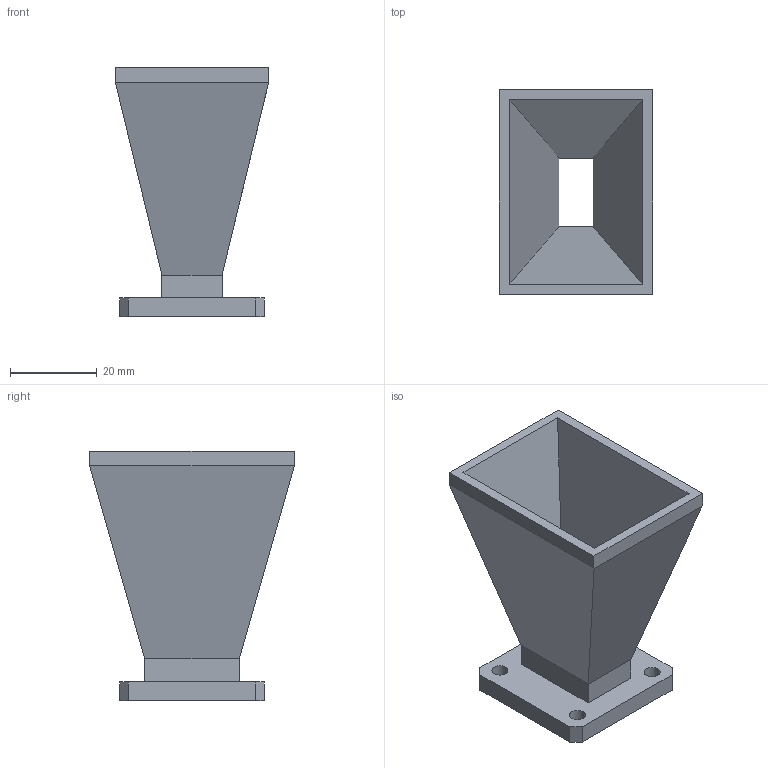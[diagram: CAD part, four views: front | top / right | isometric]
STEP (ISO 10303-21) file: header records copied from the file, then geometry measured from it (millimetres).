
FILE_DESCRIPTION (( 'STEP AP214' ), '1' );
FILE_NAME ('FMWAN062-15.step', '2021-09-15T18:12:16', ( '' ), ( '' ), 'SwSTEP 2.0', 'SolidWorks 2021', '' );
FILE_SCHEMA (( 'AUTOMOTIVE_DESIGN' ));
Length unit declared in the file: millimetre
Products named in the file (1): FMWAN062-15
Bounding box: 35.38 x 47.05 x 57.4 mm (x, y, z)
Volume: 21728.2 mm3; surface area: 14308 mm2
Topology: 1 solids, 1 shells, 42 faces, 117 edges, 79 vertices
Faces by surface type: plane 34, cylinder 8
Entity records: 1410 total; most frequent: CARTESIAN_POINT 251, ORIENTED_EDGE 234, DIRECTION 215, EDGE_CURVE 117, LINE 97, VECTOR 97, VERTEX_POINT 79, AXIS2_PLACEMENT_3D 59
